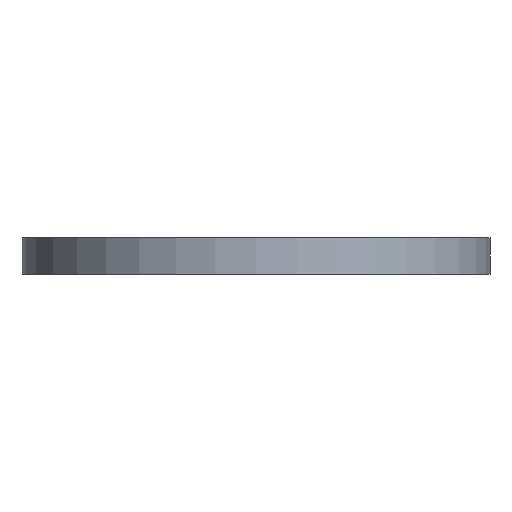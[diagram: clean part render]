
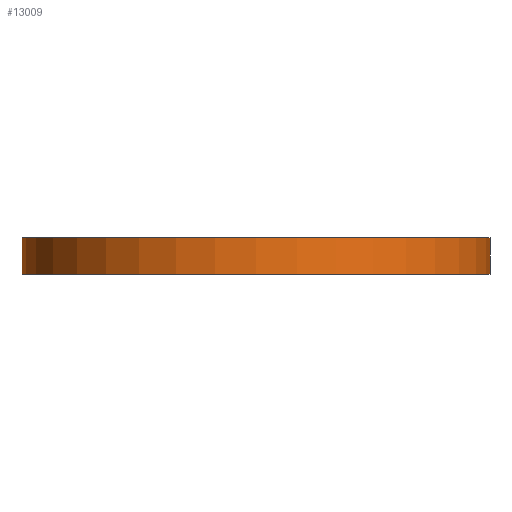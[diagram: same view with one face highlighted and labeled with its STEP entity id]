
A CAD part, front view. The second image highlights one B-rep face of the part: STEP entity #13009.
In plain terms, the highlighted cylindrical face has radius 58.175 mm (diameter 116.35 mm), a full revolution.
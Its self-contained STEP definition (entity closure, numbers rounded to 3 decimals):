
#25=FACE_OUTER_BOUND('',#748,.T.);
#748=EDGE_LOOP('',(#7980,#7981,#7982,#7983));
#1476=LINE('',#21008,#2197);
#2197=VECTOR('',#15956,58.175);
#2921=CIRCLE('',#13759,58.175);
#2922=CIRCLE('',#13760,58.175);
#4369=VERTEX_POINT('',#21005);
#4370=VERTEX_POINT('',#21007);
#5814=EDGE_CURVE('',#4369,#4369,#2921,.T.);
#5815=EDGE_CURVE('',#4369,#4370,#1476,.T.);
#5816=EDGE_CURVE('',#4370,#4370,#2922,.T.);
#7980=ORIENTED_EDGE('',*,*,#5814,.T.);
#7981=ORIENTED_EDGE('',*,*,#5815,.T.);
#7982=ORIENTED_EDGE('',*,*,#5816,.F.);
#7983=ORIENTED_EDGE('',*,*,#5815,.F.);
#12288=CYLINDRICAL_SURFACE('',#13758,58.175);
#13009=ADVANCED_FACE('',(#25),#12288,.T.);
#13758=AXIS2_PLACEMENT_3D('',#21004,#15952,#15953);
#13759=AXIS2_PLACEMENT_3D('',#21006,#15954,#15955);
#13760=AXIS2_PLACEMENT_3D('',#21009,#15957,#15958);
#15952=DIRECTION('center_axis',(0.,0.,-1.));
#15953=DIRECTION('ref_axis',(-1.,0.,0.));
#15954=DIRECTION('center_axis',(0.,0.,1.));
#15955=DIRECTION('ref_axis',(-1.,0.,0.));
#15956=DIRECTION('',(0.,0.,1.));
#15957=DIRECTION('center_axis',(0.,0.,1.));
#15958=DIRECTION('ref_axis',(-1.,0.,0.));
#21004=CARTESIAN_POINT('Origin',(0.,0.,9.));
#21005=CARTESIAN_POINT('',(58.175,0.,0.));
#21006=CARTESIAN_POINT('Origin',(0.,0.,0.));
#21007=CARTESIAN_POINT('',(58.175,0.,9.));
#21008=CARTESIAN_POINT('',(58.175,0.,9.));
#21009=CARTESIAN_POINT('Origin',(0.,0.,9.));
